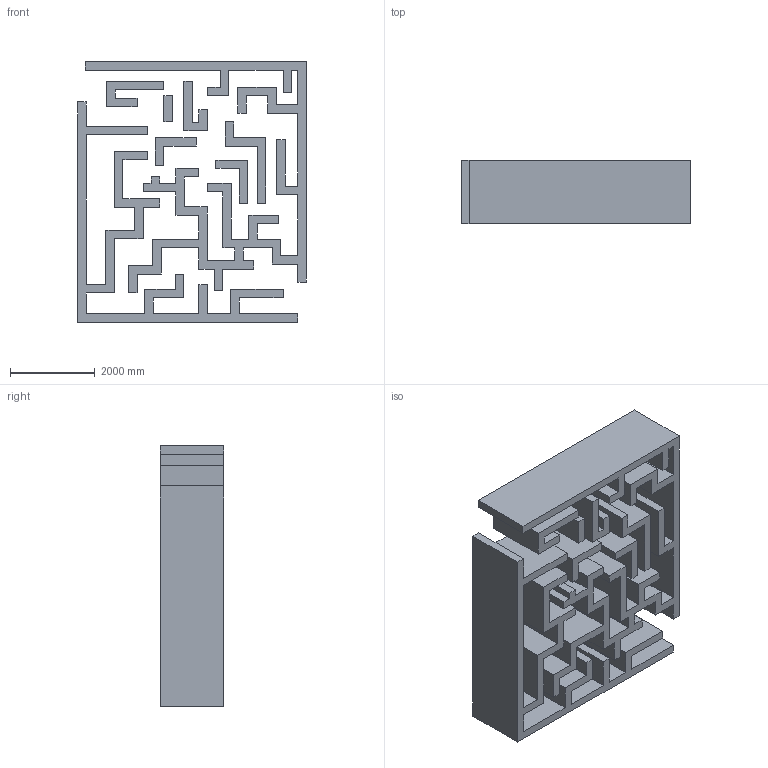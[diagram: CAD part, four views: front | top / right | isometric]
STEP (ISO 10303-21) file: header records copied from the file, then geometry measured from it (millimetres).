
FILE_DESCRIPTION (( 'STEP AP214' ), '1' );
FILE_NAME ('Maze.STEP', '2022-03-26T11:59:11', ( '' ), ( '' ), 'SwSTEP 2.0', 'SolidWorks 2021', '' );
FILE_SCHEMA (( 'AUTOMOTIVE_DESIGN' ));
Length unit declared in the file: centimetre
Products named in the file (1): Maze
Bounding box: 5400 x 1500 x 6149.74 mm (x, y, z)
Volume: 18354499236.6 mm3; surface area: 212817658 mm2
Topology: 8 solids, 8 shells, 190 faces, 522 edges, 348 vertices
Faces by surface type: plane 190
Entity records: 6003 total; most frequent: CARTESIAN_POINT 1061, ORIENTED_EDGE 1044, DIRECTION 904, VECTOR 522, LINE 522, EDGE_CURVE 522, VERTEX_POINT 348, AXIS2_PLACEMENT_3D 191
